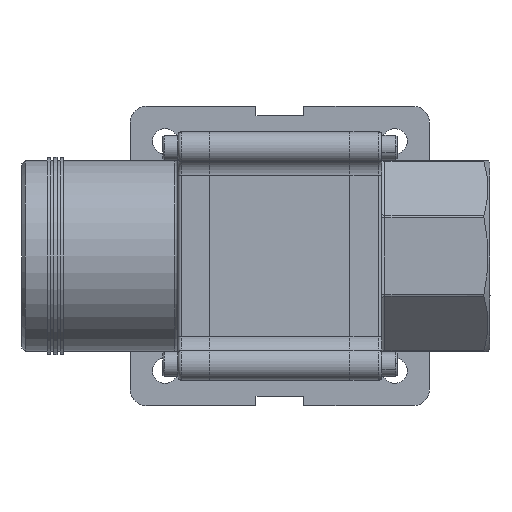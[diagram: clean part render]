
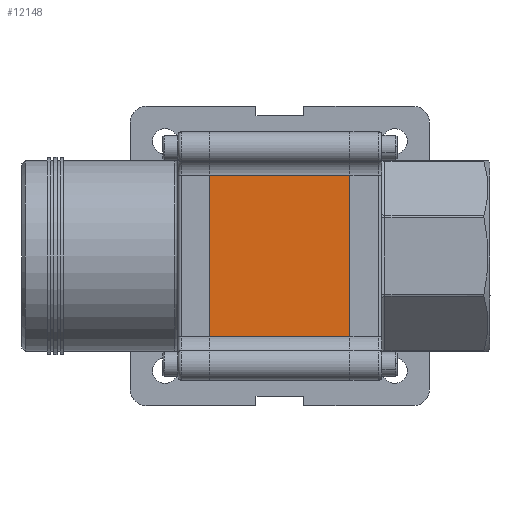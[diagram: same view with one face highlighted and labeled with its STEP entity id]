
A CAD part, front view. The second image highlights one B-rep face of the part: STEP entity #12148.
In plain terms, the highlighted planar face has unit normal (0, -1, 0).
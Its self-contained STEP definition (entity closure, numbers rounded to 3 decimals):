
#1586 = EDGE_CURVE ( 'NONE', #15239, #19706, #45563, .T. ) ;
#2405 = LINE ( 'NONE', #27079, #9157 ) ;
#4380 = DIRECTION ( 'NONE',  ( -1., 0., 0. ) ) ;
#7424 = DIRECTION ( 'NONE',  ( 0., 1., 0. ) ) ;
#8324 = LINE ( 'NONE', #25716, #79280 ) ;
#8494 = EDGE_CURVE ( 'NONE', #65468, #27132, #8324, .T. ) ;
#9157 = VECTOR ( 'NONE', #51757, 1000. ) ;
#11403 = CARTESIAN_POINT ( 'NONE',  ( 22., -34., 25.34 ) ) ;
#12148 = ADVANCED_FACE ( 'NONE', ( #50294 ), #68514, .F. ) ;
#13653 = ORIENTED_EDGE ( 'NONE', *, *, #1586, .F. ) ;
#15239 = VERTEX_POINT ( 'NONE', #11403 ) ;
#16021 = DIRECTION ( 'NONE',  ( 0., 0., -1. ) ) ;
#19385 = ORIENTED_EDGE ( 'NONE', *, *, #8494, .T. ) ;
#19706 = VERTEX_POINT ( 'NONE', #23941 ) ;
#19953 = DIRECTION ( 'NONE',  ( 0., 0., 1. ) ) ;
#21790 = CARTESIAN_POINT ( 'NONE',  ( 132.309, -34., -25.34 ) ) ;
#23785 = CARTESIAN_POINT ( 'NONE',  ( -22., -34., 25.34 ) ) ;
#23941 = CARTESIAN_POINT ( 'NONE',  ( 22., -34., -25.34 ) ) ;
#24604 = VECTOR ( 'NONE', #4380, 1000. ) ;
#25037 = ORIENTED_EDGE ( 'NONE', *, *, #68918, .T. ) ;
#25716 = CARTESIAN_POINT ( 'NONE',  ( -22., -34., 25.34 ) ) ;
#27079 = CARTESIAN_POINT ( 'NONE',  ( 132.309, -34., 25.34 ) ) ;
#27132 = VERTEX_POINT ( 'NONE', #62066 ) ;
#41196 = LINE ( 'NONE', #21790, #24604 ) ;
#45563 = LINE ( 'NONE', #64154, #75811 ) ;
#50294 = FACE_OUTER_BOUND ( 'NONE', #62101, .T. ) ;
#51757 = DIRECTION ( 'NONE',  ( -1., 0., 0. ) ) ;
#62066 = CARTESIAN_POINT ( 'NONE',  ( -22., -34., -25.34 ) ) ;
#62101 = EDGE_LOOP ( 'NONE', ( #13653, #25037, #19385, #64463 ) ) ;
#64154 = CARTESIAN_POINT ( 'NONE',  ( 22., -34., 25.34 ) ) ;
#64463 = ORIENTED_EDGE ( 'NONE', *, *, #69232, .F. ) ;
#65468 = VERTEX_POINT ( 'NONE', #23785 ) ;
#65711 = AXIS2_PLACEMENT_3D ( 'NONE', #75403, #7424, #19953 ) ;
#68514 = PLANE ( 'NONE',  #65711 ) ;
#68918 = EDGE_CURVE ( 'NONE', #15239, #65468, #2405, .T. ) ;
#69232 = EDGE_CURVE ( 'NONE', #19706, #27132, #41196, .T. ) ;
#75403 = CARTESIAN_POINT ( 'NONE',  ( 132.309, -34., 25.34 ) ) ;
#75811 = VECTOR ( 'NONE', #16021, 1000. ) ;
#75899 = DIRECTION ( 'NONE',  ( 0., 0., -1. ) ) ;
#79280 = VECTOR ( 'NONE', #75899, 1000. ) ;
